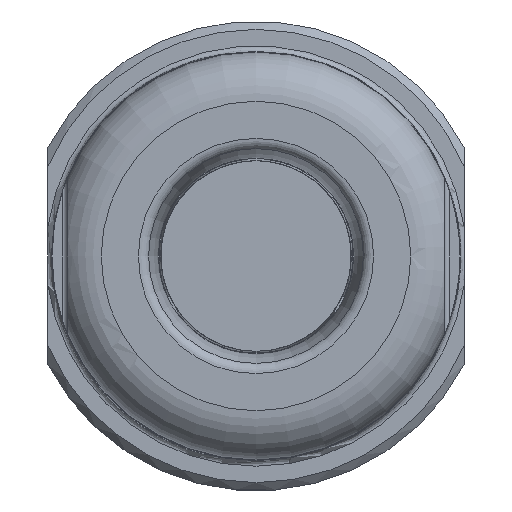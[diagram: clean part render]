
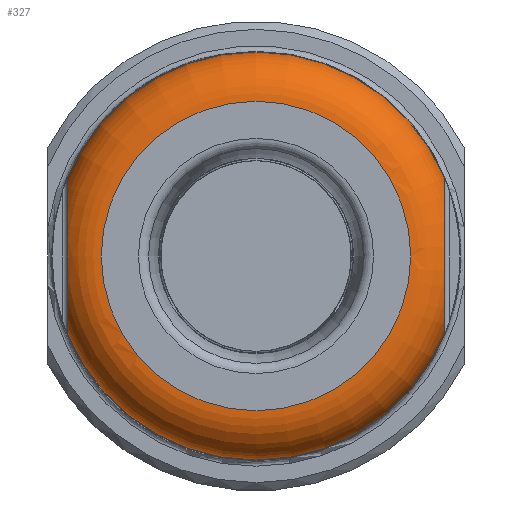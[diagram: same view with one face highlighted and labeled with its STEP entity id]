
A CAD part, left-side view. The second image highlights one B-rep face of the part: STEP entity #327.
In plain terms, the highlighted toroidal (fillet/blend) face has major radius 7.176 mm and minor radius 2.286 mm.
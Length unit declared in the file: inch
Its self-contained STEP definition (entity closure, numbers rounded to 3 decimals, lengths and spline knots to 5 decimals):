
#50=TOROIDAL_SURFACE('',#1130,0.2825,0.09);
#161=B_SPLINE_CURVE_WITH_KNOTS('',3,(#2117,#2118,#2119,#2120,#2121,#2122,
#2123,#2124,#2125,#2126,#2127,#2128,#2129,#2130),.UNSPECIFIED.,.F.,.F.,
(4,2,2,2,2,2,4),(0.,0.125,0.25,0.5,
0.75,0.875,1.),.UNSPECIFIED.);
#162=B_SPLINE_CURVE_WITH_KNOTS('',3,(#2131,#2132,#2133,#2134,#2135,#2136,
#2137,#2138,#2139,#2140,#2141,#2142,#2143,#2144),.UNSPECIFIED.,.F.,.F.,
(4,2,2,2,2,2,4),(0.,0.125,0.25,0.5,
0.75,0.875,1.),.UNSPECIFIED.);
#327=ADVANCED_FACE('',(#404,#405),#50,.T.);
#404=FACE_BOUND('',#464,.T.);
#405=FACE_BOUND('',#465,.T.);
#464=EDGE_LOOP('',(#662));
#465=EDGE_LOOP('',(#663,#664,#665,#666));
#662=ORIENTED_EDGE('',*,*,#974,.F.);
#663=ORIENTED_EDGE('',*,*,#967,.F.);
#664=ORIENTED_EDGE('',*,*,#975,.T.);
#665=ORIENTED_EDGE('',*,*,#973,.F.);
#666=ORIENTED_EDGE('',*,*,#976,.T.);
#842=VERTEX_POINT('',#2026);
#846=VERTEX_POINT('',#2067);
#847=VERTEX_POINT('',#2069);
#852=VERTEX_POINT('',#2112);
#853=VERTEX_POINT('',#2116);
#967=EDGE_CURVE('',#846,#847,#1049,.T.);
#973=EDGE_CURVE('',#852,#842,#1051,.T.);
#974=EDGE_CURVE('',#853,#853,#1052,.T.);
#975=EDGE_CURVE('',#846,#842,#161,.T.);
#976=EDGE_CURVE('',#852,#847,#162,.T.);
#1049=CIRCLE('',#1125,0.3725);
#1051=CIRCLE('',#1127,0.3725);
#1052=CIRCLE('',#1129,0.2825);
#1125=AXIS2_PLACEMENT_3D('',#2068,#1326,#1327);
#1127=AXIS2_PLACEMENT_3D('',#2113,#1332,#1333);
#1129=AXIS2_PLACEMENT_3D('',#2115,#1336,#1337);
#1130=AXIS2_PLACEMENT_3D('',#2145,#1338,#1339);
#1326=DIRECTION('',(0.,1.,0.));
#1327=DIRECTION('',(-1.,0.,0.));
#1332=DIRECTION('',(0.,1.,0.));
#1333=DIRECTION('',(-1.,0.,0.));
#1336=DIRECTION('',(0.,-1.,0.));
#1337=DIRECTION('',(-1.,0.,0.));
#1338=DIRECTION('',(0.,1.,0.));
#1339=DIRECTION('',(-1.,0.,0.));
#2026=CARTESIAN_POINT('',(0.344,-7.0335,0.1429));
#2067=CARTESIAN_POINT('',(0.344,-7.0335,-0.1429));
#2068=CARTESIAN_POINT('',(0.,-7.0335,0.));
#2069=CARTESIAN_POINT('',(-0.344,-7.0335,-0.1429));
#2112=CARTESIAN_POINT('',(-0.344,-7.0335,0.1429));
#2113=CARTESIAN_POINT('',(0.,-7.0335,0.));
#2115=CARTESIAN_POINT('',(0.,-7.1235,0.));
#2116=CARTESIAN_POINT('',(-0.2825,-7.1235,0.));
#2117=CARTESIAN_POINT('',(0.344,-7.0335,-0.1429));
#2118=CARTESIAN_POINT('',(0.344,-7.04794,-0.1429));
#2119=CARTESIAN_POINT('',(0.344,-7.06069,-0.13346));
#2120=CARTESIAN_POINT('',(0.344,-7.07822,-0.11061));
#2121=CARTESIAN_POINT('',(0.344,-7.0839,-0.09731));
#2122=CARTESIAN_POINT('',(0.344,-7.09653,-0.05653));
#2123=CARTESIAN_POINT('',(0.344,-7.09925,-0.02777));
#2124=CARTESIAN_POINT('',(0.344,-7.09916,0.02893));
#2125=CARTESIAN_POINT('',(0.344,-7.09647,0.0569));
#2126=CARTESIAN_POINT('',(0.344,-7.08379,0.09758));
#2127=CARTESIAN_POINT('',(0.344,-7.07809,0.11084));
#2128=CARTESIAN_POINT('',(0.344,-7.0606,0.13353));
#2129=CARTESIAN_POINT('',(0.344,-7.04793,0.1429));
#2130=CARTESIAN_POINT('',(0.344,-7.0335,0.1429));
#2131=CARTESIAN_POINT('',(-0.344,-7.0335,0.1429));
#2132=CARTESIAN_POINT('',(-0.344,-7.04794,0.1429));
#2133=CARTESIAN_POINT('',(-0.344,-7.06069,0.13346));
#2134=CARTESIAN_POINT('',(-0.344,-7.07822,0.11061));
#2135=CARTESIAN_POINT('',(-0.344,-7.0839,0.09731));
#2136=CARTESIAN_POINT('',(-0.344,-7.09653,0.05653));
#2137=CARTESIAN_POINT('',(-0.344,-7.09925,0.02777));
#2138=CARTESIAN_POINT('',(-0.344,-7.09916,-0.02893));
#2139=CARTESIAN_POINT('',(-0.344,-7.09647,-0.0569));
#2140=CARTESIAN_POINT('',(-0.344,-7.08379,-0.09758));
#2141=CARTESIAN_POINT('',(-0.344,-7.07809,-0.11084));
#2142=CARTESIAN_POINT('',(-0.344,-7.0606,-0.13353));
#2143=CARTESIAN_POINT('',(-0.344,-7.04793,-0.1429));
#2144=CARTESIAN_POINT('',(-0.344,-7.0335,-0.1429));
#2145=CARTESIAN_POINT('',(0.,-7.0335,0.));
